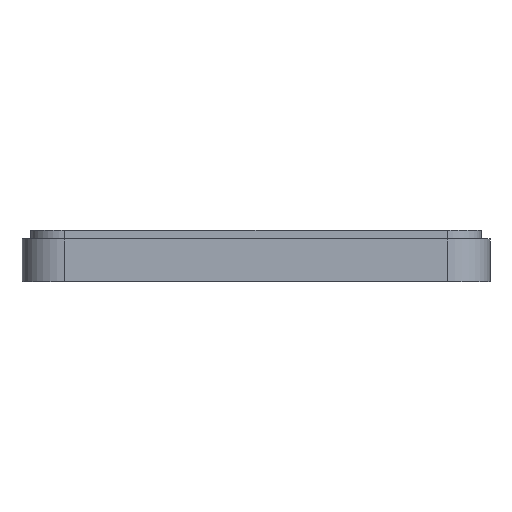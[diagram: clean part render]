
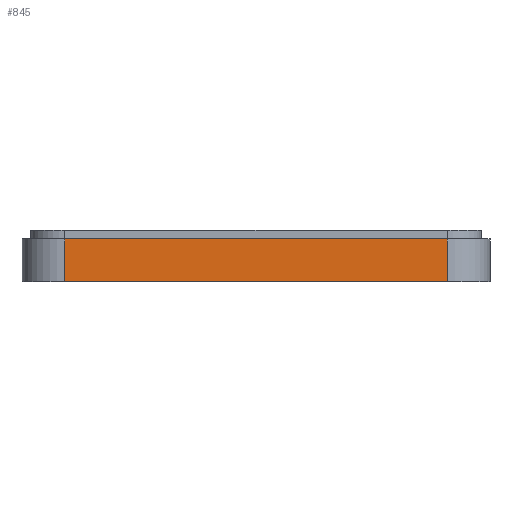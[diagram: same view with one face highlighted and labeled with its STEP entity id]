
A CAD part, left-side view. The second image highlights one B-rep face of the part: STEP entity #845.
In plain terms, the highlighted planar face has unit normal (-1, 0, 0).
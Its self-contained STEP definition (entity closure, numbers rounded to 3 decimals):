
#6 = LINE ( 'NONE', #31, #708 ) ;
#14 = ORIENTED_EDGE ( 'NONE', *, *, #573, .T. ) ;
#25 = VECTOR ( 'NONE', #783, 1000. ) ;
#31 = CARTESIAN_POINT ( 'NONE',  ( -100., 45., 10. ) ) ;
#75 = CARTESIAN_POINT ( 'NONE',  ( -100., -55., 12. ) ) ;
#82 = VERTEX_POINT ( 'NONE', #684 ) ;
#125 = EDGE_CURVE ( 'NONE', #700, #685, #6, .T. ) ;
#139 = CARTESIAN_POINT ( 'NONE',  ( -100., 45., 0. ) ) ;
#205 = EDGE_CURVE ( 'NONE', #614, #82, #370, .T. ) ;
#216 = DIRECTION ( 'NONE',  ( 0., -1., 0. ) ) ;
#220 = DIRECTION ( 'NONE',  ( 0., -1., 0. ) ) ;
#286 = EDGE_LOOP ( 'NONE', ( #401, #694, #919, #14 ) ) ;
#370 = LINE ( 'NONE', #518, #683 ) ;
#401 = ORIENTED_EDGE ( 'NONE', *, *, #125, .F. ) ;
#421 = CARTESIAN_POINT ( 'NONE',  ( -100., -45., 12. ) ) ;
#456 = LINE ( 'NONE', #421, #1120 ) ;
#518 = CARTESIAN_POINT ( 'NONE',  ( -100., -55., 0. ) ) ;
#543 = CARTESIAN_POINT ( 'NONE',  ( -100., -45., 10. ) ) ;
#573 = EDGE_CURVE ( 'NONE', #82, #685, #456, .T. ) ;
#614 = VERTEX_POINT ( 'NONE', #139 ) ;
#683 = VECTOR ( 'NONE', #216, 1000. ) ;
#684 = CARTESIAN_POINT ( 'NONE',  ( -100., -45., 0. ) ) ;
#685 = VERTEX_POINT ( 'NONE', #543 ) ;
#694 = ORIENTED_EDGE ( 'NONE', *, *, #1157, .T. ) ;
#700 = VERTEX_POINT ( 'NONE', #920 ) ;
#705 = DIRECTION ( 'NONE',  ( 0., 0., 1. ) ) ;
#708 = VECTOR ( 'NONE', #220, 1000. ) ;
#783 = DIRECTION ( 'NONE',  ( 0., 0., -1. ) ) ;
#788 = LINE ( 'NONE', #1082, #25 ) ;
#845 = ADVANCED_FACE ( 'NONE', ( #957 ), #1034, .F. ) ;
#919 = ORIENTED_EDGE ( 'NONE', *, *, #205, .T. ) ;
#920 = CARTESIAN_POINT ( 'NONE',  ( -100., 45., 10. ) ) ;
#938 = DIRECTION ( 'NONE',  ( 1., 0., 0. ) ) ;
#957 = FACE_OUTER_BOUND ( 'NONE', #286, .T. ) ;
#1034 = PLANE ( 'NONE',  #1051 ) ;
#1051 = AXIS2_PLACEMENT_3D ( 'NONE', #75, #938, #1123 ) ;
#1082 = CARTESIAN_POINT ( 'NONE',  ( -100., 45., 12. ) ) ;
#1120 = VECTOR ( 'NONE', #705, 1000. ) ;
#1123 = DIRECTION ( 'NONE',  ( 0., 0., -1. ) ) ;
#1157 = EDGE_CURVE ( 'NONE', #700, #614, #788, .T. ) ;
